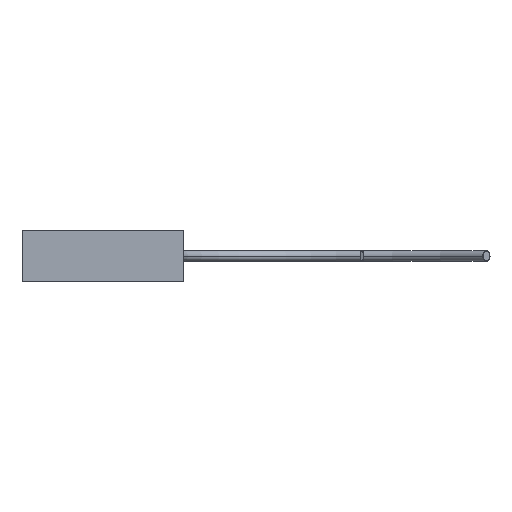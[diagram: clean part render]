
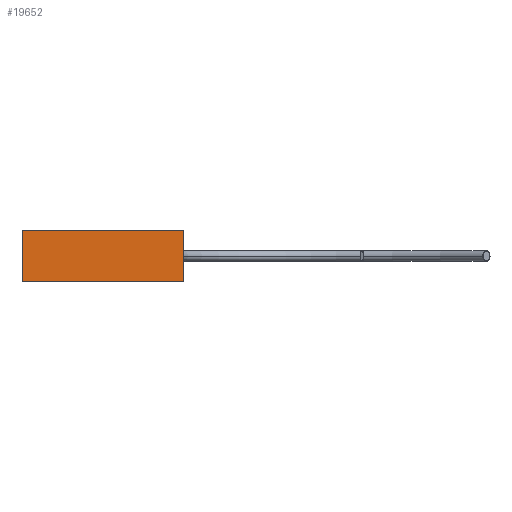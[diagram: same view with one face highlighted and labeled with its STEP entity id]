
A CAD part, front view. The second image highlights one B-rep face of the part: STEP entity #19652.
In plain terms, the highlighted planar face has unit normal (0, -1, 0).
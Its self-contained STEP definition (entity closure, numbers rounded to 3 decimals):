
#270 = DIRECTION ( 'NONE',  ( 0., 0., 1. ) ) ;
#661 = PLANE ( 'NONE',  #17474 ) ;
#812 = EDGE_LOOP ( 'NONE', ( #6779, #16567, #16933, #12783 ) ) ;
#1179 = CARTESIAN_POINT ( 'NONE',  ( -1250., 0., -400. ) ) ;
#1804 = LINE ( 'NONE', #8384, #13304 ) ;
#1927 = LINE ( 'NONE', #8509, #20038 ) ;
#2508 = DIRECTION ( 'NONE',  ( 0., -1., 0. ) ) ;
#2705 = DIRECTION ( 'NONE',  ( 0., 0., -1. ) ) ;
#5235 = VERTEX_POINT ( 'NONE', #12149 ) ;
#6439 = VERTEX_POINT ( 'NONE', #21305 ) ;
#6489 = CARTESIAN_POINT ( 'NONE',  ( -1250., 0., 400. ) ) ;
#6779 = ORIENTED_EDGE ( 'NONE', *, *, #10663, .F. ) ;
#8384 = CARTESIAN_POINT ( 'NONE',  ( -1250., 0., 400. ) ) ;
#8509 = CARTESIAN_POINT ( 'NONE',  ( -1250., 0., 400. ) ) ;
#10262 = EDGE_CURVE ( 'NONE', #6439, #5235, #17789, .T. ) ;
#10663 = EDGE_CURVE ( 'NONE', #13243, #6439, #18888, .T. ) ;
#10697 = FACE_OUTER_BOUND ( 'NONE', #812, .T. ) ;
#12149 = CARTESIAN_POINT ( 'NONE',  ( -1250., 0., -400. ) ) ;
#12783 = ORIENTED_EDGE ( 'NONE', *, *, #10262, .F. ) ;
#13243 = VERTEX_POINT ( 'NONE', #16606 ) ;
#13304 = VECTOR ( 'NONE', #270, 1000. ) ;
#13364 = DIRECTION ( 'NONE',  ( 1., 0., 0. ) ) ;
#13376 = VERTEX_POINT ( 'NONE', #6489 ) ;
#13841 = DIRECTION ( 'NONE',  ( 0., 0., -1. ) ) ;
#14383 = EDGE_CURVE ( 'NONE', #13376, #13243, #1927, .T. ) ;
#16176 = DIRECTION ( 'NONE',  ( -1., 0., 0. ) ) ;
#16567 = ORIENTED_EDGE ( 'NONE', *, *, #14383, .F. ) ;
#16606 = CARTESIAN_POINT ( 'NONE',  ( 1250., 0., 400. ) ) ;
#16933 = ORIENTED_EDGE ( 'NONE', *, *, #21377, .F. ) ;
#17179 = CARTESIAN_POINT ( 'NONE',  ( 0., 0., 0. ) ) ;
#17209 = VECTOR ( 'NONE', #2705, 1000. ) ;
#17474 = AXIS2_PLACEMENT_3D ( 'NONE', #17179, #2508, #13841 ) ;
#17789 = LINE ( 'NONE', #1179, #20621 ) ;
#18888 = LINE ( 'NONE', #18993, #17209 ) ;
#18993 = CARTESIAN_POINT ( 'NONE',  ( 1250., 0., 400. ) ) ;
#19652 = ADVANCED_FACE ( 'NONE', ( #10697 ), #661, .T. ) ;
#20038 = VECTOR ( 'NONE', #13364, 1000. ) ;
#20621 = VECTOR ( 'NONE', #16176, 1000. ) ;
#21305 = CARTESIAN_POINT ( 'NONE',  ( 1250., 0., -400. ) ) ;
#21377 = EDGE_CURVE ( 'NONE', #5235, #13376, #1804, .T. ) ;
